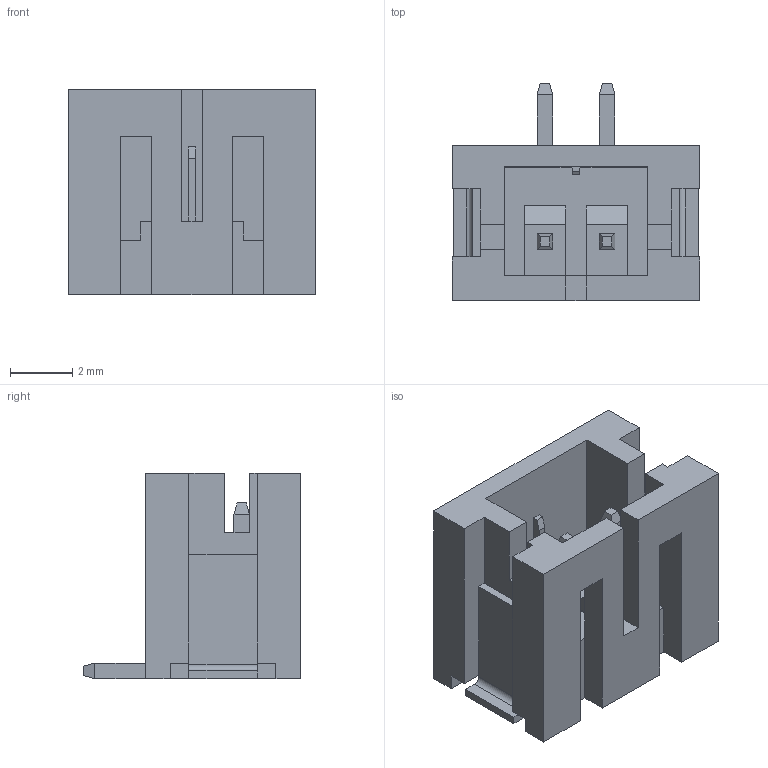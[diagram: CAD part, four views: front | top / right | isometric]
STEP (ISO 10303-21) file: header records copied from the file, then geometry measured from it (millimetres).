
FILE_DESCRIPTION (( 'STEP AP214' ), '1' );
FILE_NAME ('2156C2E4-4BCA-4C14-B4A8-D3E9E5282FF5.STEP', '2024-06-08T21:06:17', ( '' ), ( '' ), 'SwSTEP 2.0', 'SolidWorks 2022', '' );
FILE_SCHEMA (( 'AUTOMOTIVE_DESIGN' ));
Length unit declared in the file: inch
Products named in the file (1): 2156C2E4-4BCA-4C14-B4A8-D3E9E5282FF5
Bounding box: 7.95 x 7 x 6.6 mm (x, y, z)
Volume: 153.3 mm3; surface area: 383.9 mm2
Topology: 1 solids, 1 shells, 111 faces, 305 edges, 194 vertices
Faces by surface type: plane 107, cylinder 4
Entity records: 4069 total; most frequent: CARTESIAN_POINT 611, ORIENTED_EDGE 610, DIRECTION 537, EDGE_CURVE 305, LINE 297, VECTOR 297, VERTEX_POINT 194, AXIS2_PLACEMENT_3D 120
